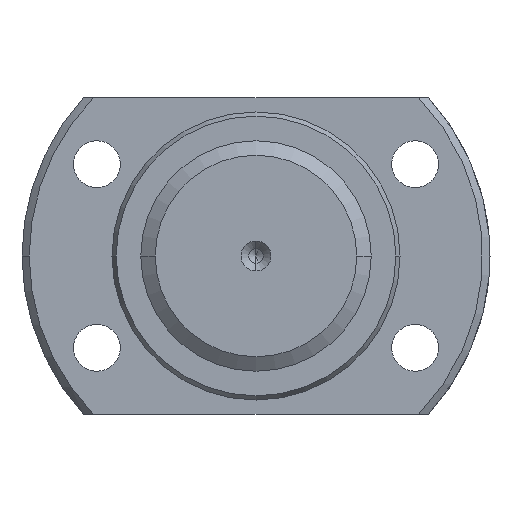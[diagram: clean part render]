
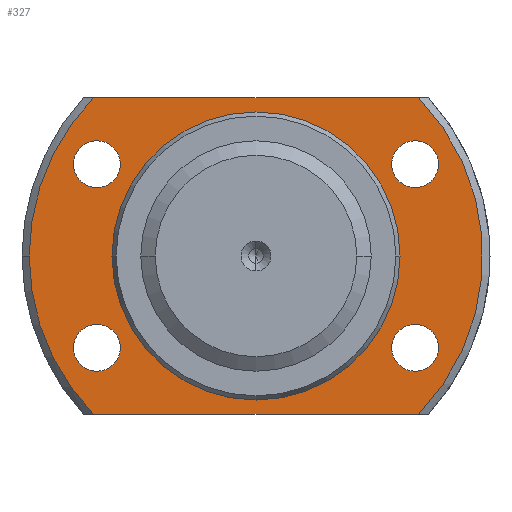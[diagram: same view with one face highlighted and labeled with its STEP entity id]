
A CAD part, left-side view. The second image highlights one B-rep face of the part: STEP entity #327.
In plain terms, the highlighted planar face has unit normal (-1, 0, 0).
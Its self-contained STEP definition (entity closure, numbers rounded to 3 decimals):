
#11 = VERTEX_POINT ( 'NONE', #2193 ) ;
#41 = CARTESIAN_POINT ( 'NONE',  ( 13.5, -20., 22. ) ) ;
#49 = VERTEX_POINT ( 'NONE', #1221 ) ;
#104 = ORIENTED_EDGE ( 'NONE', *, *, #245, .T. ) ;
#106 = DIRECTION ( 'NONE',  ( 0., 1., 0. ) ) ;
#107 = EDGE_CURVE ( 'NONE', #3052, #11, #2272, .T. ) ;
#124 = FACE_BOUND ( 'NONE', #1784, .T. ) ;
#164 = CARTESIAN_POINT ( 'NONE',  ( 13.5, -22.1, 12.75 ) ) ;
#178 = DIRECTION ( 'NONE',  ( 0., 1., 0. ) ) ;
#184 = EDGE_LOOP ( 'NONE', ( #411, #1037 ) ) ;
#190 = CIRCLE ( 'NONE', #658, 20. ) ;
#219 = EDGE_CURVE ( 'NONE', #2927, #1341, #1167, .T. ) ;
#230 = DIRECTION ( 'NONE',  ( 0., 1., 0. ) ) ;
#245 = EDGE_CURVE ( 'NONE', #1341, #2927, #1748, .T. ) ;
#278 = CARTESIAN_POINT ( 'NONE',  ( 13.5, 31.5, 0. ) ) ;
#281 = CARTESIAN_POINT ( 'NONE',  ( 13.5, 22.1, 12.75 ) ) ;
#298 = CIRCLE ( 'NONE', #3213, 3.25 ) ;
#322 = CARTESIAN_POINT ( 'NONE',  ( 13.5, -20., -22. ) ) ;
#324 = ORIENTED_EDGE ( 'NONE', *, *, #1472, .T. ) ;
#326 = CARTESIAN_POINT ( 'NONE',  ( 13.5, 0., 0. ) ) ;
#327 = ADVANCED_FACE ( 'NONE', ( #1584, #124, #386, #1842, #1102, #1335 ), #1315, .F. ) ;
#340 = AXIS2_PLACEMENT_3D ( 'NONE', #1098, #2848, #1615 ) ;
#373 = DIRECTION ( 'NONE',  ( 1., 0., 0. ) ) ;
#386 = FACE_BOUND ( 'NONE', #1260, .T. ) ;
#400 = CIRCLE ( 'NONE', #2381, 3.25 ) ;
#411 = ORIENTED_EDGE ( 'NONE', *, *, #1638, .T. ) ;
#424 = VERTEX_POINT ( 'NONE', #3192 ) ;
#484 = CARTESIAN_POINT ( 'NONE',  ( 13.5, 0., 0. ) ) ;
#535 = VERTEX_POINT ( 'NONE', #278 ) ;
#541 = DIRECTION ( 'NONE',  ( 0., 1., 0. ) ) ;
#544 = EDGE_LOOP ( 'NONE', ( #1897, #2977 ) ) ;
#572 = DIRECTION ( 'NONE',  ( 0., 1., 0. ) ) ;
#614 = DIRECTION ( 'NONE',  ( 0., -1., 0. ) ) ;
#643 = CARTESIAN_POINT ( 'NONE',  ( 13.5, 22.544, -22. ) ) ;
#658 = AXIS2_PLACEMENT_3D ( 'NONE', #1349, #2313, #2347 ) ;
#664 = VERTEX_POINT ( 'NONE', #2256 ) ;
#677 = EDGE_CURVE ( 'NONE', #1614, #664, #1006, .T. ) ;
#769 = EDGE_CURVE ( 'NONE', #1614, #535, #1752, .T. ) ;
#787 = EDGE_CURVE ( 'NONE', #1543, #2022, #3207, .T. ) ;
#812 = CIRCLE ( 'NONE', #1963, 31.5 ) ;
#922 = VECTOR ( 'NONE', #1011, 1000. ) ;
#933 = CARTESIAN_POINT ( 'NONE',  ( 13.5, 22.1, -12.75 ) ) ;
#1006 = LINE ( 'NONE', #322, #2895 ) ;
#1011 = DIRECTION ( 'NONE',  ( 0., -1., 0. ) ) ;
#1037 = ORIENTED_EDGE ( 'NONE', *, *, #1276, .T. ) ;
#1045 = DIRECTION ( 'NONE',  ( 0., 1., 0. ) ) ;
#1061 = ORIENTED_EDGE ( 'NONE', *, *, #787, .T. ) ;
#1062 = AXIS2_PLACEMENT_3D ( 'NONE', #1648, #2336, #3118 ) ;
#1098 = CARTESIAN_POINT ( 'NONE',  ( 13.5, 0., 0. ) ) ;
#1102 = FACE_BOUND ( 'NONE', #544, .T. ) ;
#1103 = DIRECTION ( 'NONE',  ( 0., 1., 0. ) ) ;
#1110 = CARTESIAN_POINT ( 'NONE',  ( 13.5, 25.35, 12.75 ) ) ;
#1139 = CARTESIAN_POINT ( 'NONE',  ( 13.5, -22.1, 12.75 ) ) ;
#1140 = DIRECTION ( 'NONE',  ( 1., 0., 0. ) ) ;
#1167 = CIRCLE ( 'NONE', #1275, 3.25 ) ;
#1194 = CARTESIAN_POINT ( 'NONE',  ( 13.5, -20., 0. ) ) ;
#1221 = CARTESIAN_POINT ( 'NONE',  ( 13.5, -22.544, 22. ) ) ;
#1240 = ORIENTED_EDGE ( 'NONE', *, *, #1295, .F. ) ;
#1260 = EDGE_LOOP ( 'NONE', ( #2521, #324 ) ) ;
#1274 = VERTEX_POINT ( 'NONE', #1194 ) ;
#1275 = AXIS2_PLACEMENT_3D ( 'NONE', #1751, #2530, #572 ) ;
#1276 = EDGE_CURVE ( 'NONE', #424, #2295, #2746, .T. ) ;
#1295 = EDGE_CURVE ( 'NONE', #49, #664, #812, .T. ) ;
#1315 = PLANE ( 'NONE',  #1062 ) ;
#1335 = FACE_OUTER_BOUND ( 'NONE', #3084, .T. ) ;
#1341 = VERTEX_POINT ( 'NONE', #2937 ) ;
#1349 = CARTESIAN_POINT ( 'NONE',  ( 13.5, 0., 0. ) ) ;
#1368 = DIRECTION ( 'NONE',  ( 1., 0., 0. ) ) ;
#1408 = ORIENTED_EDGE ( 'NONE', *, *, #1469, .F. ) ;
#1421 = ORIENTED_EDGE ( 'NONE', *, *, #677, .T. ) ;
#1469 = EDGE_CURVE ( 'NONE', #3173, #49, #2808, .T. ) ;
#1472 = EDGE_CURVE ( 'NONE', #11, #3052, #2327, .T. ) ;
#1527 = EDGE_CURVE ( 'NONE', #2413, #1274, #1860, .T. ) ;
#1542 = DIRECTION ( 'NONE',  ( 1., 0., 0. ) ) ;
#1543 = VERTEX_POINT ( 'NONE', #1882 ) ;
#1584 = FACE_BOUND ( 'NONE', #2353, .T. ) ;
#1614 = VERTEX_POINT ( 'NONE', #643 ) ;
#1615 = DIRECTION ( 'NONE',  ( 0., 1., 0. ) ) ;
#1638 = EDGE_CURVE ( 'NONE', #2295, #424, #400, .T. ) ;
#1648 = CARTESIAN_POINT ( 'NONE',  ( 13.5, -20., 0. ) ) ;
#1673 = DIRECTION ( 'NONE',  ( 1., 0., 0. ) ) ;
#1715 = CARTESIAN_POINT ( 'NONE',  ( 13.5, 25.35, -12.75 ) ) ;
#1743 = ORIENTED_EDGE ( 'NONE', *, *, #219, .T. ) ;
#1747 = CARTESIAN_POINT ( 'NONE',  ( 13.5, -25.35, 12.75 ) ) ;
#1748 = CIRCLE ( 'NONE', #2578, 3.25 ) ;
#1751 = CARTESIAN_POINT ( 'NONE',  ( 13.5, 22.1, 12.75 ) ) ;
#1752 = CIRCLE ( 'NONE', #340, 31.5 ) ;
#1784 = EDGE_LOOP ( 'NONE', ( #1061, #2266 ) ) ;
#1809 = DIRECTION ( 'NONE',  ( 1., 0., 0. ) ) ;
#1814 = CIRCLE ( 'NONE', #2285, 31.5 ) ;
#1842 = FACE_BOUND ( 'NONE', #184, .T. ) ;
#1860 = CIRCLE ( 'NONE', #2280, 20. ) ;
#1882 = CARTESIAN_POINT ( 'NONE',  ( 13.5, -18.85, 12.75 ) ) ;
#1897 = ORIENTED_EDGE ( 'NONE', *, *, #1527, .T. ) ;
#1944 = DIRECTION ( 'NONE',  ( 1., 0., 0. ) ) ;
#1963 = AXIS2_PLACEMENT_3D ( 'NONE', #484, #1944, #230 ) ;
#2022 = VERTEX_POINT ( 'NONE', #1747 ) ;
#2147 = EDGE_CURVE ( 'NONE', #1274, #2413, #190, .T. ) ;
#2153 = EDGE_CURVE ( 'NONE', #535, #3173, #1814, .T. ) ;
#2179 = CARTESIAN_POINT ( 'NONE',  ( 13.5, 22.544, 22. ) ) ;
#2193 = CARTESIAN_POINT ( 'NONE',  ( 13.5, -25.35, -12.75 ) ) ;
#2219 = AXIS2_PLACEMENT_3D ( 'NONE', #2747, #2291, #2303 ) ;
#2256 = CARTESIAN_POINT ( 'NONE',  ( 13.5, -22.544, -22. ) ) ;
#2266 = ORIENTED_EDGE ( 'NONE', *, *, #3086, .T. ) ;
#2272 = CIRCLE ( 'NONE', #2219, 3.25 ) ;
#2280 = AXIS2_PLACEMENT_3D ( 'NONE', #326, #1368, #1103 ) ;
#2285 = AXIS2_PLACEMENT_3D ( 'NONE', #2591, #1140, #106 ) ;
#2291 = DIRECTION ( 'NONE',  ( 1., 0., 0. ) ) ;
#2295 = VERTEX_POINT ( 'NONE', #1715 ) ;
#2303 = DIRECTION ( 'NONE',  ( 0., 1., 0. ) ) ;
#2313 = DIRECTION ( 'NONE',  ( 1., 0., 0. ) ) ;
#2327 = CIRCLE ( 'NONE', #3159, 3.25 ) ;
#2336 = DIRECTION ( 'NONE',  ( 1., 0., 0. ) ) ;
#2347 = DIRECTION ( 'NONE',  ( 0., 1., 0. ) ) ;
#2353 = EDGE_LOOP ( 'NONE', ( #1743, #104 ) ) ;
#2381 = AXIS2_PLACEMENT_3D ( 'NONE', #2833, #373, #2399 ) ;
#2387 = ORIENTED_EDGE ( 'NONE', *, *, #769, .F. ) ;
#2399 = DIRECTION ( 'NONE',  ( 0., 1., 0. ) ) ;
#2413 = VERTEX_POINT ( 'NONE', #2995 ) ;
#2521 = ORIENTED_EDGE ( 'NONE', *, *, #107, .T. ) ;
#2530 = DIRECTION ( 'NONE',  ( 1., 0., 0. ) ) ;
#2537 = AXIS2_PLACEMENT_3D ( 'NONE', #933, #2986, #2716 ) ;
#2578 = AXIS2_PLACEMENT_3D ( 'NONE', #281, #2780, #541 ) ;
#2591 = CARTESIAN_POINT ( 'NONE',  ( 13.5, 0., 0. ) ) ;
#2653 = CARTESIAN_POINT ( 'NONE',  ( 13.5, -18.85, -12.75 ) ) ;
#2716 = DIRECTION ( 'NONE',  ( 0., 1., 0. ) ) ;
#2746 = CIRCLE ( 'NONE', #2537, 3.25 ) ;
#2747 = CARTESIAN_POINT ( 'NONE',  ( 13.5, -22.1, -12.75 ) ) ;
#2780 = DIRECTION ( 'NONE',  ( 1., 0., 0. ) ) ;
#2804 = DIRECTION ( 'NONE',  ( 0., 1., 0. ) ) ;
#2808 = LINE ( 'NONE', #41, #922 ) ;
#2833 = CARTESIAN_POINT ( 'NONE',  ( 13.5, 22.1, -12.75 ) ) ;
#2848 = DIRECTION ( 'NONE',  ( 1., 0., 0. ) ) ;
#2895 = VECTOR ( 'NONE', #614, 1000. ) ;
#2927 = VERTEX_POINT ( 'NONE', #1110 ) ;
#2928 = ORIENTED_EDGE ( 'NONE', *, *, #2153, .F. ) ;
#2937 = CARTESIAN_POINT ( 'NONE',  ( 13.5, 18.85, 12.75 ) ) ;
#2977 = ORIENTED_EDGE ( 'NONE', *, *, #2147, .T. ) ;
#2986 = DIRECTION ( 'NONE',  ( 1., 0., 0. ) ) ;
#2995 = CARTESIAN_POINT ( 'NONE',  ( 13.5, 20., 0. ) ) ;
#3023 = CARTESIAN_POINT ( 'NONE',  ( 13.5, -22.1, -12.75 ) ) ;
#3052 = VERTEX_POINT ( 'NONE', #2653 ) ;
#3084 = EDGE_LOOP ( 'NONE', ( #1408, #2928, #2387, #1421, #1240 ) ) ;
#3086 = EDGE_CURVE ( 'NONE', #2022, #1543, #298, .T. ) ;
#3102 = AXIS2_PLACEMENT_3D ( 'NONE', #1139, #1809, #2804 ) ;
#3118 = DIRECTION ( 'NONE',  ( 0., 1., 0. ) ) ;
#3159 = AXIS2_PLACEMENT_3D ( 'NONE', #3023, #1542, #1045 ) ;
#3173 = VERTEX_POINT ( 'NONE', #2179 ) ;
#3192 = CARTESIAN_POINT ( 'NONE',  ( 13.5, 18.85, -12.75 ) ) ;
#3207 = CIRCLE ( 'NONE', #3102, 3.25 ) ;
#3213 = AXIS2_PLACEMENT_3D ( 'NONE', #164, #1673, #178 ) ;
